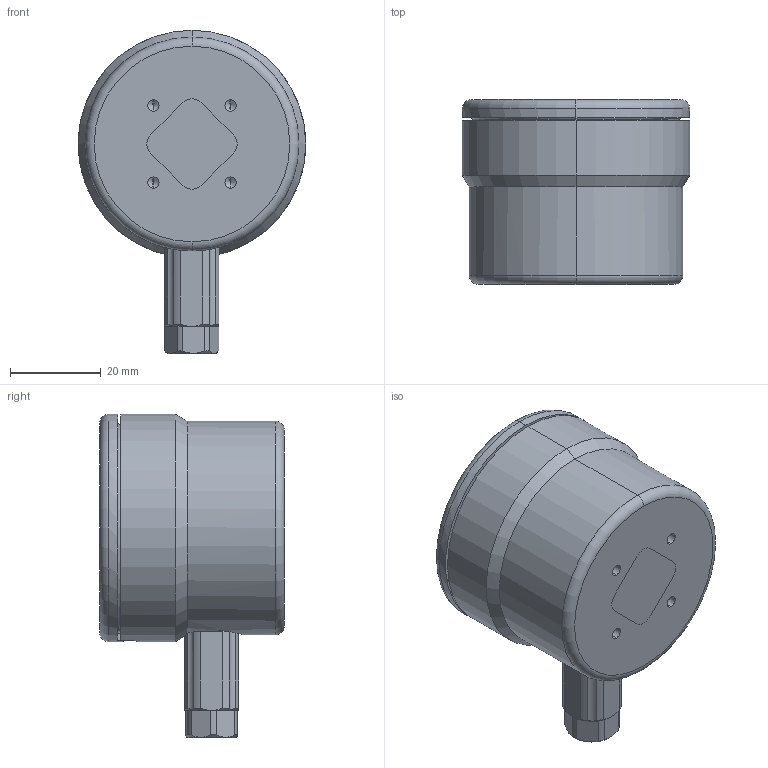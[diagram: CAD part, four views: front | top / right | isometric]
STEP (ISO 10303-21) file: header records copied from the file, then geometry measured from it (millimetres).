
FILE_DESCRIPTION (( 'STEP AP214' ), '1' );
FILE_NAME ('PING2-ASM_PUBLIC.STEP', '2023-03-23T03:24:30', ( '' ), ( '' ), 'SwSTEP 2.0', 'SolidWorks 2022', '' );
FILE_SCHEMA (( 'AUTOMOTIVE_DESIGN' ));
Length unit declared in the file: millimetre
Products named in the file (1): PING2-ASM_PUBLIC
Bounding box: 50 x 40.62 x 71.1 mm (x, y, z)
Volume: 41988.1 mm3; surface area: 21615.6 mm2
Topology: 1 solids, 1 shells, 401 faces, 1024 edges, 621 vertices
Faces by surface type: cylinder 149, torus 127, plane 67, cone 47, bspline 11
Entity records: 16298 total; most frequent: CARTESIAN_POINT 4897, DIRECTION 2231, ORIENTED_EDGE 2024, EDGE_CURVE 1012, AXIS2_PLACEMENT_3D 971, VERTEX_POINT 621, CIRCLE 580, EDGE_LOOP 413
